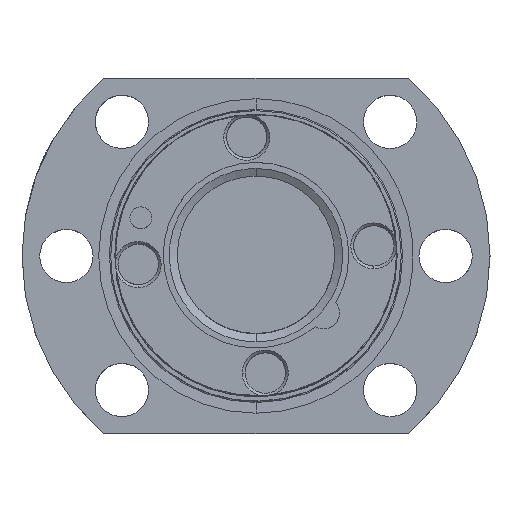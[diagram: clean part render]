
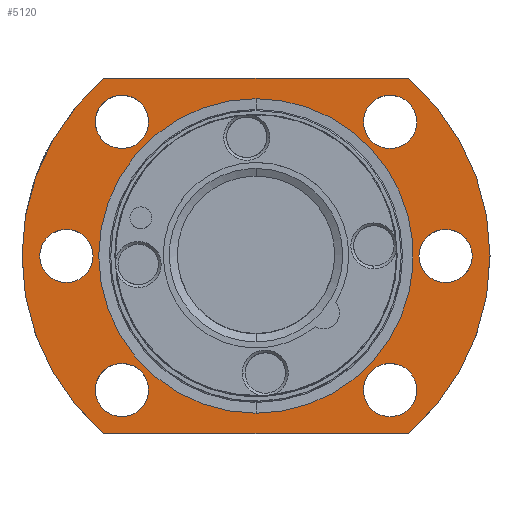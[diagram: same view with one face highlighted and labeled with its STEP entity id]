
A CAD part, top view. The second image highlights one B-rep face of the part: STEP entity #5120.
In plain terms, the highlighted planar face has unit normal (0, 0, 1).
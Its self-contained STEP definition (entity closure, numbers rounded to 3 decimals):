
#780=CARTESIAN_POINT('',(18.894,-22.,119.5));
#790=VERTEX_POINT('',#780);
#820=CARTESIAN_POINT('',(0.,0.,119.5
));
#830=DIRECTION('',(0.,0.,-1.));
#840=DIRECTION('',(-1.,0.,0.));
#850=AXIS2_PLACEMENT_3D('',#820,#830,#840);
#860=CIRCLE('',#850,29.);
#870=CARTESIAN_POINT('',(18.894,22.,119.5));
#880=VERTEX_POINT('',#870);
#890=EDGE_CURVE('',#880,#790,#860,.T.);
#1590=CARTESIAN_POINT('',(13.317,-16.617,119.5));
#1600=VERTEX_POINT('',#1590);
#1650=CARTESIAN_POINT('',(16.617,-16.617,119.5));
#1660=DIRECTION('',(0.,0.,-1.));
#1670=DIRECTION('',(-1.,0.,0.));
#1680=AXIS2_PLACEMENT_3D('',#1650,#1660,#1670);
#1690=CIRCLE('',#1680,3.3);
#1700=CARTESIAN_POINT('',(15.354,-13.568,119.5));
#1710=VERTEX_POINT('',#1700);
#1720=EDGE_CURVE('',#1600,#1710,#1690,.T.);
#1740=CARTESIAN_POINT('',(19.917,-16.617,119.5));
#1750=VERTEX_POINT('',#1740);
#1760=EDGE_CURVE('',#1710,#1750,#1690,.T.);
#2520=CARTESIAN_POINT('',(0.,22.,119.5));
#2530=DIRECTION('',(1.,-0.,0.));
#2540=VECTOR('',#2530,1.);
#2550=LINE('',#2520,#2540);
#2560=CARTESIAN_POINT('',(-18.894,22.,119.5));
#2570=VERTEX_POINT('',#2560);
#2580=EDGE_CURVE('',#2570,#880,#2550,.T.);
#2890=CARTESIAN_POINT('',(-16.617,16.617,119.5));
#2900=DIRECTION('',(0.,0.,-1.));
#2910=DIRECTION('',(-1.,0.,0.));
#2920=AXIS2_PLACEMENT_3D('',#2890,#2900,#2910);
#2930=CIRCLE('',#2920,3.3);
#2940=CARTESIAN_POINT('',(-15.354,13.568,119.5));
#2950=VERTEX_POINT('',#2940);
#2960=CARTESIAN_POINT('',(-19.917,16.617,119.5));
#2970=VERTEX_POINT('',#2960);
#2980=EDGE_CURVE('',#2950,#2970,#2930,.T.);
#3210=CARTESIAN_POINT('',(-13.317,16.617,119.5));
#3220=VERTEX_POINT('',#3210);
#3250=EDGE_CURVE('',#3220,#2950,#2930,.T.);
#3480=CARTESIAN_POINT('',(0.,-19.491,119.5)
);
#3490=VERTEX_POINT('',#3480);
#3690=CARTESIAN_POINT('',(0.,19.491,119.5))
;
#3700=VERTEX_POINT('',#3690);
#3730=CARTESIAN_POINT('',(0.,0.,
119.5));
#3740=DIRECTION('',(0.,0.,1.));
#3750=DIRECTION('',(0.,1.,0.));
#3760=AXIS2_PLACEMENT_3D('',#3730,#3740,#3750);
#3770=CIRCLE('',#3760,19.491);
#3780=CARTESIAN_POINT('',(18.007,-7.459,119.5));
#3790=VERTEX_POINT('',#3780);
#3800=EDGE_CURVE('',#3790,#3700,#3770,.T.);
#3820=EDGE_CURVE('',#3490,#3790,#3770,.T.);
#3940=CARTESIAN_POINT('',(53.413,-30.559,119.5));
#3950=DIRECTION('',(0.,0.,-1.));
#3960=DIRECTION('',(-1.,0.,-0.));
#3970=AXIS2_PLACEMENT_3D('',#3940,#3950,#3960);
#3980=PLANE('',#3970);
#3990=CARTESIAN_POINT('',(0.,-22.,119.5));
#4000=DIRECTION('',(1.,0.,-0.));
#4010=VECTOR('',#4000,1.);
#4020=LINE('',#3990,#4010);
#4030=CARTESIAN_POINT('',(-18.894,-22.,119.5));
#4040=VERTEX_POINT('',#4030);
#4050=EDGE_CURVE('',#4040,#790,#4020,.T.);
#4060=ORIENTED_EDGE('',*,*,#4050,.T.);
#4070=CARTESIAN_POINT('',(0.,0.,
119.5));
#4080=DIRECTION('',(0.,0.,-1.));
#4090=DIRECTION('',(-1.,0.,0.));
#4100=AXIS2_PLACEMENT_3D('',#4070,#4080,#4090);
#4110=CIRCLE('',#4100,29.);
#4120=EDGE_CURVE('',#4040,#2570,#4110,.T.);
#4130=ORIENTED_EDGE('',*,*,#4120,.F.);
#4140=ORIENTED_EDGE('',*,*,#2580,.F.);
#4150=ORIENTED_EDGE('',*,*,#890,.F.);
#4160=EDGE_LOOP('',(#4150,#4140,#4130,#4060));
#4170=FACE_OUTER_BOUND('',#4160,.T.);
#4180=CARTESIAN_POINT('',(16.617,16.617,119.5));
#4190=DIRECTION('',(0.,0.,-1.));
#4200=DIRECTION('',(-1.,0.,0.));
#4210=AXIS2_PLACEMENT_3D('',#4180,#4190,#4200);
#4220=CIRCLE('',#4210,3.3);
#4230=CARTESIAN_POINT('',(19.917,16.617,119.5));
#4240=VERTEX_POINT('',#4230);
#4250=CARTESIAN_POINT('',(13.317,16.617,119.5));
#4260=VERTEX_POINT('',#4250);
#4270=EDGE_CURVE('',#4240,#4260,#4220,.T.);
#4280=ORIENTED_EDGE('',*,*,#4270,.T.);
#4290=CARTESIAN_POINT('',(15.354,19.666,119.5));
#4300=VERTEX_POINT('',#4290);
#4310=EDGE_CURVE('',#4300,#4240,#4220,.T.);
#4320=ORIENTED_EDGE('',*,*,#4310,.T.);
#4330=EDGE_CURVE('',#4260,#4300,#4220,.T.);
#4340=ORIENTED_EDGE('',*,*,#4330,.T.);
#4350=EDGE_LOOP('',(#4340,#4320,#4280));
#4360=FACE_BOUND('',#4350,.T.);
#4370=CARTESIAN_POINT('',(23.5,0.,119.5));
#4380=DIRECTION('',(0.,0.,-1.));
#4390=DIRECTION('',(-1.,0.,0.));
#4400=AXIS2_PLACEMENT_3D('',#4370,#4380,#4390);
#4410=CIRCLE('',#4400,3.3);
#4420=CARTESIAN_POINT('',(20.2,0.,119.5));
#4430=VERTEX_POINT('',#4420);
#4440=CARTESIAN_POINT('',(26.8,0.,119.5));
#4450=VERTEX_POINT('',#4440);
#4460=EDGE_CURVE('',#4430,#4450,#4410,.T.);
#4470=ORIENTED_EDGE('',*,*,#4460,.T.);
#4480=CARTESIAN_POINT('',(24.763,-3.049,119.5));
#4490=VERTEX_POINT('',#4480);
#4500=EDGE_CURVE('',#4490,#4430,#4410,.T.);
#4510=ORIENTED_EDGE('',*,*,#4500,.T.);
#4520=EDGE_CURVE('',#4450,#4490,#4410,.T.);
#4530=ORIENTED_EDGE('',*,*,#4520,.T.);
#4540=EDGE_LOOP('',(#4530,#4510,#4470));
#4550=FACE_BOUND('',#4540,.T.);
#4560=EDGE_CURVE('',#1750,#1600,#1690,.T.);
#4570=ORIENTED_EDGE('',*,*,#4560,.T.);
#4580=ORIENTED_EDGE('',*,*,#1760,.T.);
#4590=ORIENTED_EDGE('',*,*,#1720,.T.);
#4600=EDGE_LOOP('',(#4590,#4580,#4570));
#4610=FACE_BOUND('',#4600,.T.);
#4620=CARTESIAN_POINT('',(-23.5,0.,119.5));
#4630=DIRECTION('',(0.,0.,-1.));
#4640=DIRECTION('',(-1.,0.,0.));
#4650=AXIS2_PLACEMENT_3D('',#4620,#4630,#4640);
#4660=CIRCLE('',#4650,3.3);
#4670=CARTESIAN_POINT('',(-26.8,0.,119.5));
#4680=VERTEX_POINT('',#4670);
#4690=CARTESIAN_POINT('',(-20.2,0.,119.5));
#4700=VERTEX_POINT('',#4690);
#4710=EDGE_CURVE('',#4680,#4700,#4660,.T.);
#4720=ORIENTED_EDGE('',*,*,#4710,.T.);
#4730=CARTESIAN_POINT('',(-22.237,-3.049,119.5));
#4740=VERTEX_POINT('',#4730);
#4750=EDGE_CURVE('',#4740,#4680,#4660,.T.);
#4760=ORIENTED_EDGE('',*,*,#4750,.T.);
#4770=EDGE_CURVE('',#4700,#4740,#4660,.T.);
#4780=ORIENTED_EDGE('',*,*,#4770,.T.);
#4790=EDGE_LOOP('',(#4780,#4760,#4720));
#4800=FACE_BOUND('',#4790,.T.);
#4810=EDGE_CURVE('',#2970,#3220,#2930,.T.);
#4820=ORIENTED_EDGE('',*,*,#4810,.T.);
#4830=ORIENTED_EDGE('',*,*,#2980,.T.);
#4840=ORIENTED_EDGE('',*,*,#3250,.T.);
#4850=EDGE_LOOP('',(#4840,#4830,#4820));
#4860=FACE_BOUND('',#4850,.T.);
#4870=CARTESIAN_POINT('',(-16.617,-16.617,119.5));
#4880=DIRECTION('',(0.,0.,-1.));
#4890=DIRECTION('',(-1.,0.,0.));
#4900=AXIS2_PLACEMENT_3D('',#4870,#4880,#4890);
#4910=CIRCLE('',#4900,3.3);
#4920=CARTESIAN_POINT('',(-19.917,-16.617,119.5));
#4930=VERTEX_POINT('',#4920);
#4940=CARTESIAN_POINT('',(-13.317,-16.617,119.5));
#4950=VERTEX_POINT('',#4940);
#4960=EDGE_CURVE('',#4930,#4950,#4910,.T.);
#4970=ORIENTED_EDGE('',*,*,#4960,.T.);
#4980=CARTESIAN_POINT('',(-15.354,-19.666,119.5));
#4990=VERTEX_POINT('',#4980);
#5000=EDGE_CURVE('',#4990,#4930,#4910,.T.);
#5010=ORIENTED_EDGE('',*,*,#5000,.T.);
#5020=EDGE_CURVE('',#4950,#4990,#4910,.T.);
#5030=ORIENTED_EDGE('',*,*,#5020,.T.);
#5040=EDGE_LOOP('',(#5030,#5010,#4970));
#5050=FACE_BOUND('',#5040,.T.);
#5060=ORIENTED_EDGE('',*,*,#3800,.F.);
#5070=EDGE_CURVE('',#3700,#3490,#3770,.T.);
#5080=ORIENTED_EDGE('',*,*,#5070,.F.);
#5090=ORIENTED_EDGE('',*,*,#3820,.F.);
#5100=EDGE_LOOP('',(#5090,#5080,#5060));
#5110=FACE_BOUND('',#5100,.T.);
#5120=ADVANCED_FACE('',(#4170,#4360,#4550,#4610,#4800,#4860,#5050,#5110)
,#3980,.F.);
